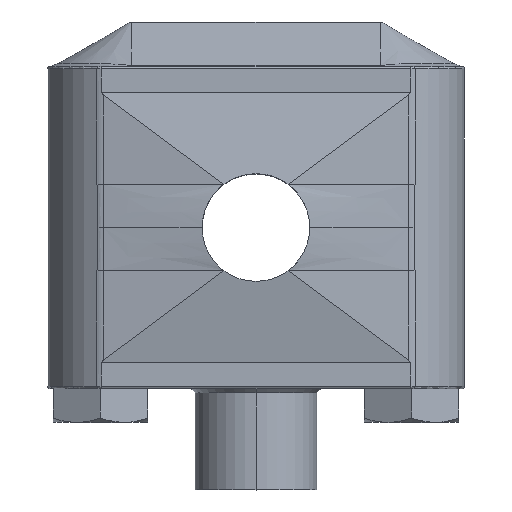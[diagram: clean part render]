
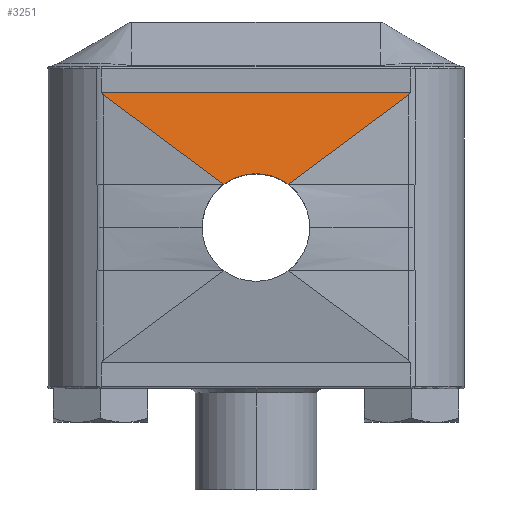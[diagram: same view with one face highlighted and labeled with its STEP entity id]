
A CAD part, top view. The second image highlights one B-rep face of the part: STEP entity #3251.
In plain terms, the highlighted planar face has unit normal (0, 0.174, 0.985).
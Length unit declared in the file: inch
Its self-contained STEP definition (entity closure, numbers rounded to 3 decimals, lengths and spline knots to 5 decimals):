
#124 = CARTESIAN_POINT ( 'NONE',  ( 0.70482, 1.23876, 0.37698 ) ) ;
#244 = VERTEX_POINT ( 'NONE', #2672 ) ;
#356 = ORIENTED_EDGE ( 'NONE', *, *, #3890, .T. ) ;
#427 = CARTESIAN_POINT ( 'NONE',  ( -0.70482, 1.23876, 0.37698 ) ) ;
#495 = VECTOR ( 'NONE', #2740, 39.37008 ) ;
#624 = CARTESIAN_POINT ( 'NONE',  ( 0.4047, 0.41382, 0.52256 ) ) ;
#651 = ORIENTED_EDGE ( 'NONE', *, *, #2290, .F. ) ;
#860 = CARTESIAN_POINT ( 'NONE',  ( -0.71545, 1.25, 0.375 ) ) ;
#954 = VERTEX_POINT ( 'NONE', #3193 ) ;
#994 = ORIENTED_EDGE ( 'NONE', *, *, #2720, .F. ) ;
#1090 = DIRECTION ( 'NONE',  ( 0., -0.174, -0.985 ) ) ;
#1177 = EDGE_LOOP ( 'NONE', ( #3143, #356, #2745, #651, #4017, #994 ) ) ;
#1442 = VERTEX_POINT ( 'NONE', #4268 ) ;
#1519 = LINE ( 'NONE', #2357, #495 ) ;
#1573 = AXIS2_PLACEMENT_3D ( 'NONE', #2528, #1090, #3635 ) ;
#1578 = CARTESIAN_POINT ( 'NONE',  ( 0.7084, 1.24142, 0.37651 ) ) ;
#1600 = EDGE_CURVE ( 'NONE', #2201, #954, #2714, .T. ) ;
#1912 = CARTESIAN_POINT ( 'NONE',  ( 0.71194, 1.24517, 0.37585 ) ) ;
#1946 = CARTESIAN_POINT ( 'NONE',  ( -0.71545, 1.25, 0.375 ) ) ;
#1969 = CARTESIAN_POINT ( 'NONE',  ( 0.05691, 0.8928, 0.43804 ) ) ;
#1980 = CARTESIAN_POINT ( 'NONE',  ( -0.71194, 1.24517, 0.37585 ) ) ;
#2078 = CARTESIAN_POINT ( 'NONE',  ( 0.14833, 0.825, 0.45 ) ) ;
#2172 = EDGE_CURVE ( 'NONE', #1442, #4529, #3280, .T. ) ;
#2201 = VERTEX_POINT ( 'NONE', #4407 ) ;
#2267 = CARTESIAN_POINT ( 'NONE',  ( -0.05691, 0.8928, 0.43804 ) ) ;
#2290 = EDGE_CURVE ( 'NONE', #244, #1442, #2876, .T. ) ;
#2357 = CARTESIAN_POINT ( 'NONE',  ( 0., 1.25, 0.375 ) ) ;
#2473 = EDGE_CURVE ( 'NONE', #244, #3315, #1519, .T. ) ;
#2528 = CARTESIAN_POINT ( 'NONE',  ( 0.71994, 0.825, 0.45 ) ) ;
#2672 = CARTESIAN_POINT ( 'NONE',  ( 0.71545, 1.25, 0.375 ) ) ;
#2714 = LINE ( 'NONE', #624, #4200 ) ;
#2720 = EDGE_CURVE ( 'NONE', #2201, #3315, #4431, .T. ) ;
#2740 = DIRECTION ( 'NONE',  ( -1., 0., 0. ) ) ;
#2745 = ORIENTED_EDGE ( 'NONE', *, *, #2172, .F. ) ;
#2876 =( BOUNDED_CURVE ( )  B_SPLINE_CURVE ( 3, ( #4504, #1912, #1578, #124 ),
 .UNSPECIFIED., .F., .F. ) 
 B_SPLINE_CURVE_WITH_KNOTS ( ( 4, 4 ),
 ( 2.90298, 3.01113 ),
 .UNSPECIFIED. ) 
 CURVE ( )  GEOMETRIC_REPRESENTATION_ITEM ( )  RATIONAL_B_SPLINE_CURVE ( ( 1., 0.999, 0.999, 1. ) ) 
 REPRESENTATION_ITEM ( '' )  );
#2955 = CARTESIAN_POINT ( 'NONE',  ( -0.14833, 0.825, 0.45 ) ) ;
#3048 = CARTESIAN_POINT ( 'NONE',  ( 0.14833, 0.825, 0.45 ) ) ;
#3110 = VECTOR ( 'NONE', #3733, 39.37008 ) ;
#3143 = ORIENTED_EDGE ( 'NONE', *, *, #1600, .T. ) ;
#3184 = DIRECTION ( 'NONE',  ( 0.798, -0.593, 0.105 ) ) ;
#3193 = CARTESIAN_POINT ( 'NONE',  ( -0.14833, 0.825, 0.45 ) ) ;
#3251 = ADVANCED_FACE ( 'NONE', ( #3966 ), #4744, .F. ) ;
#3280 = LINE ( 'NONE', #3712, #3110 ) ;
#3315 = VERTEX_POINT ( 'NONE', #1946 ) ;
#3635 = DIRECTION ( 'NONE',  ( 0., -0.985, 0.174 ) ) ;
#3705 = CARTESIAN_POINT ( 'NONE',  ( -0.7084, 1.24142, 0.37651 ) ) ;
#3712 = CARTESIAN_POINT ( 'NONE',  ( 0.51241, 1.0957, 0.40223 ) ) ;
#3733 = DIRECTION ( 'NONE',  ( -0.798, -0.593, 0.105 ) ) ;
#3890 = EDGE_CURVE ( 'NONE', #954, #4529, #4014, .T. ) ;
#3966 = FACE_OUTER_BOUND ( 'NONE', #1177, .T. ) ;
#4014 =( BOUNDED_CURVE ( )  B_SPLINE_CURVE ( 3, ( #2955, #2267, #1969, #3048 ),
 .UNSPECIFIED., .F., .F. ) 
 B_SPLINE_CURVE_WITH_KNOTS ( ( 4, 4 ),
 ( 5.64506, 6.92131 ),
 .UNSPECIFIED. ) 
 CURVE ( )  GEOMETRIC_REPRESENTATION_ITEM ( )  RATIONAL_B_SPLINE_CURVE ( ( 1., 0.869, 0.869, 1. ) ) 
 REPRESENTATION_ITEM ( '' )  );
#4017 = ORIENTED_EDGE ( 'NONE', *, *, #2473, .T. ) ;
#4200 = VECTOR ( 'NONE', #3184, 39.37008 ) ;
#4268 = CARTESIAN_POINT ( 'NONE',  ( 0.70482, 1.23876, 0.37698 ) ) ;
#4407 = CARTESIAN_POINT ( 'NONE',  ( -0.70482, 1.23876, 0.37698 ) ) ;
#4431 =( BOUNDED_CURVE ( )  B_SPLINE_CURVE ( 3, ( #427, #3705, #1980, #860 ),
 .UNSPECIFIED., .F., .F. ) 
 B_SPLINE_CURVE_WITH_KNOTS ( ( 4, 4 ),
 ( 3.27206, 3.3802 ),
 .UNSPECIFIED. ) 
 CURVE ( )  GEOMETRIC_REPRESENTATION_ITEM ( )  RATIONAL_B_SPLINE_CURVE ( ( 1., 0.999, 0.999, 1. ) ) 
 REPRESENTATION_ITEM ( '' )  );
#4504 = CARTESIAN_POINT ( 'NONE',  ( 0.71545, 1.25, 0.375 ) ) ;
#4529 = VERTEX_POINT ( 'NONE', #2078 ) ;
#4744 = PLANE ( 'NONE',  #1573 ) ;
